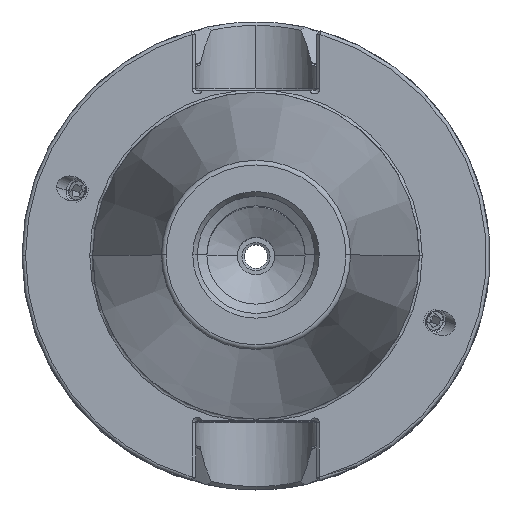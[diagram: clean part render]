
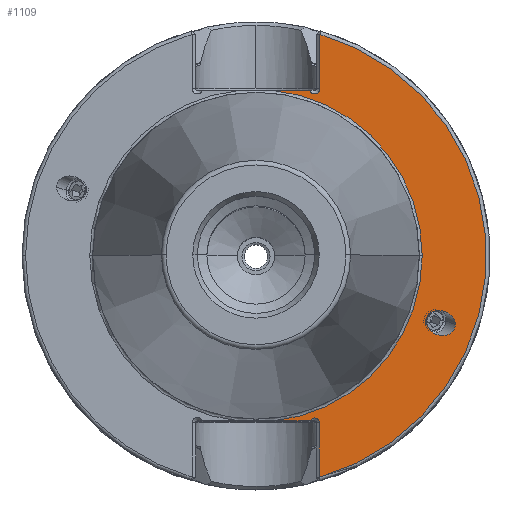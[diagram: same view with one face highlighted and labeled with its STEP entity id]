
A CAD part, top view. The second image highlights one B-rep face of the part: STEP entity #1109.
In plain terms, the highlighted planar face has unit normal (0, 0, 1).
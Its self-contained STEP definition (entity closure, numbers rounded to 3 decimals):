
#34 = AXIS2_PLACEMENT_3D ( 'NONE', #4859, #4739, #4729 ) ;
#47 = AXIS2_PLACEMENT_3D ( 'NONE', #5743, #9959, #5567 ) ;
#176 =( BOUNDED_CURVE ( )  B_SPLINE_CURVE ( 3, ( #4262, #9431, #5177, #11187 ),
 .UNSPECIFIED., .F., .T. ) 
 B_SPLINE_CURVE_WITH_KNOTS ( ( 4, 4 ),
 ( 5.993, 9.135 ),
 .UNSPECIFIED. ) 
 CURVE ( )  GEOMETRIC_REPRESENTATION_ITEM ( )  RATIONAL_B_SPLINE_CURVE ( ( 1., 0.333, 0.333, 1. ) ) 
 REPRESENTATION_ITEM ( '' )  );
#214 = DIRECTION ( 'NONE',  ( -1., 0., 0. ) ) ;
#228 = VERTEX_POINT ( 'NONE', #755 ) ;
#359 = EDGE_CURVE ( 'NONE', #1903, #228, #10237, .T. ) ;
#387 = CARTESIAN_POINT ( 'NONE',  ( 13.544, -35.675, -3. ) ) ;
#449 = CARTESIAN_POINT ( 'NONE',  ( 13.65, 47.308, -3. ) ) ;
#490 = EDGE_CURVE ( 'NONE', #3756, #11029, #11168, .T. ) ;
#568 = DIRECTION ( 'NONE',  ( -1., 0., 0. ) ) ;
#586 = CIRCLE ( 'NONE', #3351, 1.019 ) ;
#618 = DIRECTION ( 'NONE',  ( -1., 0., 0. ) ) ;
#755 = CARTESIAN_POINT ( 'NONE',  ( 3.763, -35.3, -3. ) ) ;
#778 = DIRECTION ( 'NONE',  ( 0., 0., 1. ) ) ;
#781 = CARTESIAN_POINT ( 'NONE',  ( 11.464, 35.3, -3. ) ) ;
#1005 = CARTESIAN_POINT ( 'NONE',  ( 3.763, 35.3, -3. ) ) ;
#1109 = ADVANCED_FACE ( 'NONE', ( #7322, #2995 ), #2818, .F. ) ;
#1371 = DIRECTION ( 'NONE',  ( 0., -1., 0. ) ) ;
#1464 = AXIS2_PLACEMENT_3D ( 'NONE', #7698, #778, #568 ) ;
#1630 = EDGE_CURVE ( 'NONE', #5736, #4925, #11074, .T. ) ;
#1647 = CIRCLE ( 'NONE', #10617, 35.5 ) ;
#1805 = CARTESIAN_POINT ( 'NONE',  ( 36.355, -14.023, -3. ) ) ;
#1903 = VERTEX_POINT ( 'NONE', #3950 ) ;
#1923 = ORIENTED_EDGE ( 'NONE', *, *, #1963, .F. ) ;
#1963 = EDGE_CURVE ( 'NONE', #8232, #11029, #7810, .T. ) ;
#2002 = CARTESIAN_POINT ( 'NONE',  ( 36.355, -14.023, -3. ) ) ;
#2203 = DIRECTION ( 'NONE',  ( 1., 0., 0. ) ) ;
#2408 = VECTOR ( 'NONE', #2203, 1000. ) ;
#2639 = LINE ( 'NONE', #7044, #7241 ) ;
#2694 = ORIENTED_EDGE ( 'NONE', *, *, #490, .T. ) ;
#2818 = PLANE ( 'NONE',  #47 ) ;
#2995 = FACE_OUTER_BOUND ( 'NONE', #8822, .T. ) ;
#2999 = VECTOR ( 'NONE', #1371, 1000. ) ;
#3006 = EDGE_CURVE ( 'NONE', #8232, #1903, #1647, .T. ) ;
#3109 = CARTESIAN_POINT ( 'NONE',  ( 13.544, 49.987, -3. ) ) ;
#3268 = ORIENTED_EDGE ( 'NONE', *, *, #3006, .T. ) ;
#3315 = AXIS2_PLACEMENT_3D ( 'NONE', #8667, #9164, #10086 ) ;
#3351 = AXIS2_PLACEMENT_3D ( 'NONE', #10524, #5407, #214 ) ;
#3756 = VERTEX_POINT ( 'NONE', #7381 ) ;
#3950 = CARTESIAN_POINT ( 'NONE',  ( 35.5, 0., -3. ) ) ;
#4059 = ORIENTED_EDGE ( 'NONE', *, *, #359, .T. ) ;
#4262 = CARTESIAN_POINT ( 'NONE',  ( 42.579, -14.707, -3. ) ) ;
#4436 = DIRECTION ( 'NONE',  ( -1., 0., 0. ) ) ;
#4438 = CARTESIAN_POINT ( 'NONE',  ( 42.579, -9.404, -3. ) ) ;
#4729 = DIRECTION ( 'NONE',  ( -1., 0., 0. ) ) ;
#4739 = DIRECTION ( 'NONE',  ( 0., 0., -1. ) ) ;
#4859 = CARTESIAN_POINT ( 'NONE',  ( 12.525, 35.675, -3. ) ) ;
#4917 = CARTESIAN_POINT ( 'NONE',  ( 13.544, -47.338, -3. ) ) ;
#4925 = VERTEX_POINT ( 'NONE', #449 ) ;
#5177 = CARTESIAN_POINT ( 'NONE',  ( 36.355, -19.326, -3. ) ) ;
#5239 = CARTESIAN_POINT ( 'NONE',  ( 13.65, 35.675, -3. ) ) ;
#5407 = DIRECTION ( 'NONE',  ( 0., 0., -1. ) ) ;
#5567 = DIRECTION ( 'NONE',  ( -1., 0., 0. ) ) ;
#5736 = VERTEX_POINT ( 'NONE', #4917 ) ;
#5743 = CARTESIAN_POINT ( 'NONE',  ( 0., 49.987, -3. ) ) ;
#5814 = DIRECTION ( 'NONE',  ( 0., 0., -1. ) ) ;
#6064 = EDGE_CURVE ( 'NONE', #7585, #6241, #586, .T. ) ;
#6071 = DIRECTION ( 'NONE',  ( 0., -1., 0. ) ) ;
#6134 = VERTEX_POINT ( 'NONE', #2002 ) ;
#6229 = ORIENTED_EDGE ( 'NONE', *, *, #7258, .T. ) ;
#6241 = VERTEX_POINT ( 'NONE', #387 ) ;
#6326 = VECTOR ( 'NONE', #6071, 1000. ) ;
#7006 = EDGE_CURVE ( 'NONE', #6241, #5736, #7610, .T. ) ;
#7044 = CARTESIAN_POINT ( 'NONE',  ( 0., -35.3, -3. ) ) ;
#7158 = ORIENTED_EDGE ( 'NONE', *, *, #8733, .T. ) ;
#7241 = VECTOR ( 'NONE', #4436, 1000. ) ;
#7258 = EDGE_CURVE ( 'NONE', #8507, #6134, #176, .T. ) ;
#7322 = FACE_BOUND ( 'NONE', #10327, .T. ) ;
#7381 = CARTESIAN_POINT ( 'NONE',  ( 13.65, 35.675, -3. ) ) ;
#7585 = VERTEX_POINT ( 'NONE', #9739 ) ;
#7610 = LINE ( 'NONE', #3109, #2999 ) ;
#7693 = ORIENTED_EDGE ( 'NONE', *, *, #10458, .F. ) ;
#7698 = CARTESIAN_POINT ( 'NONE',  ( 0., 0., -3. ) ) ;
#7810 = LINE ( 'NONE', #11095, #2408 ) ;
#8232 = VERTEX_POINT ( 'NONE', #1005 ) ;
#8388 =( BOUNDED_CURVE ( )  B_SPLINE_CURVE ( 3, ( #1805, #8736, #4438, #10461 ),
 .UNSPECIFIED., .F., .T. ) 
 B_SPLINE_CURVE_WITH_KNOTS ( ( 4, 4 ),
 ( 2.852, 5.993 ),
 .UNSPECIFIED. ) 
 CURVE ( )  GEOMETRIC_REPRESENTATION_ITEM ( )  RATIONAL_B_SPLINE_CURVE ( ( 1., 0.333, 0.333, 1. ) ) 
 REPRESENTATION_ITEM ( '' )  );
#8507 = VERTEX_POINT ( 'NONE', #10767 ) ;
#8667 = CARTESIAN_POINT ( 'NONE',  ( 0., 0., -3. ) ) ;
#8733 = EDGE_CURVE ( 'NONE', #6134, #8507, #8388, .T. ) ;
#8736 = CARTESIAN_POINT ( 'NONE',  ( 36.355, -8.72, -3. ) ) ;
#8822 = EDGE_LOOP ( 'NONE', ( #7693, #9315, #9867, #10147, #10787, #2694, #1923, #3268, #4059 ) ) ;
#9164 = DIRECTION ( 'NONE',  ( 0., 0., -1. ) ) ;
#9315 = ORIENTED_EDGE ( 'NONE', *, *, #6064, .T. ) ;
#9431 = CARTESIAN_POINT ( 'NONE',  ( 42.579, -20.01, -3. ) ) ;
#9739 = CARTESIAN_POINT ( 'NONE',  ( 11.578, -35.3, -3. ) ) ;
#9747 = EDGE_CURVE ( 'NONE', #4925, #3756, #10928, .T. ) ;
#9867 = ORIENTED_EDGE ( 'NONE', *, *, #7006, .T. ) ;
#9959 = DIRECTION ( 'NONE',  ( 0., 0., -1. ) ) ;
#10086 = DIRECTION ( 'NONE',  ( -1., 0., 0. ) ) ;
#10147 = ORIENTED_EDGE ( 'NONE', *, *, #1630, .T. ) ;
#10237 = CIRCLE ( 'NONE', #3315, 35.5 ) ;
#10327 = EDGE_LOOP ( 'NONE', ( #6229, #7158 ) ) ;
#10458 = EDGE_CURVE ( 'NONE', #7585, #228, #2639, .T. ) ;
#10461 = CARTESIAN_POINT ( 'NONE',  ( 42.579, -14.707, -3. ) ) ;
#10524 = CARTESIAN_POINT ( 'NONE',  ( 12.525, -35.675, -3. ) ) ;
#10617 = AXIS2_PLACEMENT_3D ( 'NONE', #10961, #5814, #618 ) ;
#10767 = CARTESIAN_POINT ( 'NONE',  ( 42.579, -14.707, -3. ) ) ;
#10787 = ORIENTED_EDGE ( 'NONE', *, *, #9747, .T. ) ;
#10928 = LINE ( 'NONE', #5239, #6326 ) ;
#10961 = CARTESIAN_POINT ( 'NONE',  ( 0., 0., -3. ) ) ;
#11029 = VERTEX_POINT ( 'NONE', #781 ) ;
#11074 = CIRCLE ( 'NONE', #1464, 49.237 ) ;
#11095 = CARTESIAN_POINT ( 'NONE',  ( 0., 35.3, -3. ) ) ;
#11168 = CIRCLE ( 'NONE', #34, 1.125 ) ;
#11187 = CARTESIAN_POINT ( 'NONE',  ( 36.355, -14.023, -3. ) ) ;
